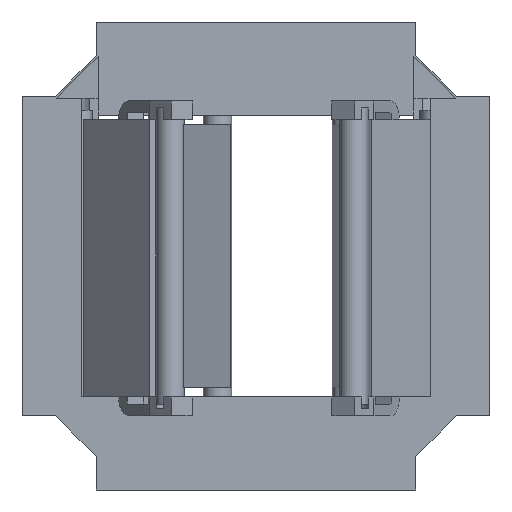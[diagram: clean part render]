
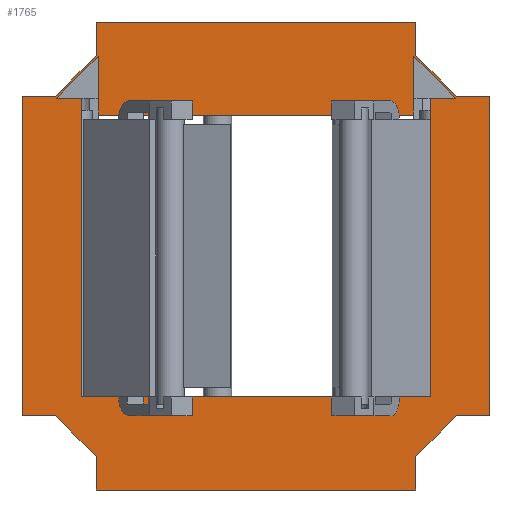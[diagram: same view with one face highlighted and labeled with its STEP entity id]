
A CAD part, front view. The second image highlights one B-rep face of the part: STEP entity #1765.
In plain terms, the highlighted face is planar.
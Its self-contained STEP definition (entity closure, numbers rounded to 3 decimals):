
#61=FACE_BOUND('',#660,.T.);
#105=LINE('',#2548,#314);
#109=LINE('',#2556,#318);
#112=LINE('',#2562,#321);
#115=LINE('',#2572,#324);
#119=LINE('',#2580,#328);
#122=LINE('',#2586,#331);
#127=LINE('',#2597,#336);
#129=LINE('',#2602,#338);
#133=LINE('',#2610,#342);
#136=LINE('',#2616,#345);
#141=LINE('',#2627,#350);
#143=LINE('',#2632,#352);
#147=LINE('',#2640,#356);
#150=LINE('',#2646,#359);
#157=LINE('',#2663,#366);
#162=LINE('',#2673,#371);
#176=LINE('',#2697,#385);
#179=LINE('',#2707,#388);
#180=LINE('',#2709,#389);
#183=LINE('',#2713,#392);
#203=LINE('',#2772,#412);
#212=LINE('',#2790,#421);
#213=LINE('',#2791,#422);
#214=LINE('',#2793,#423);
#215=LINE('',#2794,#424);
#216=LINE('',#2795,#425);
#314=VECTOR('',#2047,10.);
#318=VECTOR('',#2053,10.);
#321=VECTOR('',#2058,10.);
#324=VECTOR('',#2067,10.);
#328=VECTOR('',#2073,10.);
#331=VECTOR('',#2078,10.);
#336=VECTOR('',#2085,10.);
#338=VECTOR('',#2089,10.);
#342=VECTOR('',#2095,10.);
#345=VECTOR('',#2100,10.);
#350=VECTOR('',#2107,10.);
#352=VECTOR('',#2111,10.);
#356=VECTOR('',#2117,10.);
#359=VECTOR('',#2122,10.);
#366=VECTOR('',#2135,10.);
#371=VECTOR('',#2142,10.);
#385=VECTOR('',#2162,10.);
#388=VECTOR('',#2171,10.);
#389=VECTOR('',#2174,10.);
#392=VECTOR('',#2179,10.);
#412=VECTOR('',#2239,10.);
#421=VECTOR('',#2260,10.);
#422=VECTOR('',#2261,10.);
#423=VECTOR('',#2262,10.);
#424=VECTOR('',#2263,10.);
#425=VECTOR('',#2264,10.);
#562=FACE_OUTER_BOUND('',#659,.T.);
#659=EDGE_LOOP('',(#1333,#1334,#1335,#1336,#1337,#1338,#1339,#1340,#1341,
#1342,#1343,#1344,#1345,#1346,#1347,#1348));
#660=EDGE_LOOP('',(#1349,#1350,#1351,#1352,#1353,#1354,#1355,#1356,#1357,
#1358));
#723=VERTEX_POINT('',#2546);
#724=VERTEX_POINT('',#2547);
#727=VERTEX_POINT('',#2555);
#729=VERTEX_POINT('',#2561);
#732=VERTEX_POINT('',#2570);
#733=VERTEX_POINT('',#2571);
#736=VERTEX_POINT('',#2579);
#738=VERTEX_POINT('',#2585);
#742=VERTEX_POINT('',#2594);
#743=VERTEX_POINT('',#2596);
#744=VERTEX_POINT('',#2600);
#745=VERTEX_POINT('',#2601);
#748=VERTEX_POINT('',#2609);
#750=VERTEX_POINT('',#2615);
#754=VERTEX_POINT('',#2624);
#755=VERTEX_POINT('',#2626);
#756=VERTEX_POINT('',#2630);
#757=VERTEX_POINT('',#2631);
#760=VERTEX_POINT('',#2639);
#762=VERTEX_POINT('',#2645);
#769=VERTEX_POINT('',#2661);
#773=VERTEX_POINT('',#2671);
#780=VERTEX_POINT('',#2695);
#802=VERTEX_POINT('',#2769);
#803=VERTEX_POINT('',#2771);
#807=VERTEX_POINT('',#2792);
#889=EDGE_CURVE('',#723,#724,#105,.T.);
#893=EDGE_CURVE('',#727,#723,#109,.T.);
#896=EDGE_CURVE('',#729,#727,#112,.T.);
#900=EDGE_CURVE('',#732,#733,#115,.T.);
#904=EDGE_CURVE('',#733,#736,#119,.T.);
#907=EDGE_CURVE('',#736,#738,#122,.T.);
#912=EDGE_CURVE('',#743,#742,#127,.T.);
#914=EDGE_CURVE('',#744,#745,#129,.T.);
#918=EDGE_CURVE('',#748,#744,#133,.T.);
#921=EDGE_CURVE('',#750,#748,#136,.T.);
#926=EDGE_CURVE('',#755,#754,#141,.T.);
#928=EDGE_CURVE('',#756,#757,#143,.T.);
#932=EDGE_CURVE('',#757,#760,#147,.T.);
#935=EDGE_CURVE('',#762,#756,#150,.T.);
#944=EDGE_CURVE('',#742,#769,#157,.T.);
#949=EDGE_CURVE('',#754,#773,#162,.T.);
#963=EDGE_CURVE('',#773,#780,#176,.T.);
#968=EDGE_CURVE('',#724,#750,#179,.T.);
#969=EDGE_CURVE('',#780,#743,#180,.T.);
#972=EDGE_CURVE('',#745,#762,#183,.T.);
#1001=EDGE_CURVE('',#803,#802,#203,.T.);
#1011=EDGE_CURVE('',#760,#732,#212,.T.);
#1012=EDGE_CURVE('',#738,#729,#213,.T.);
#1013=EDGE_CURVE('',#769,#807,#214,.T.);
#1014=EDGE_CURVE('',#807,#803,#215,.T.);
#1015=EDGE_CURVE('',#802,#755,#216,.T.);
#1333=ORIENTED_EDGE('',*,*,#972,.T.);
#1334=ORIENTED_EDGE('',*,*,#935,.T.);
#1335=ORIENTED_EDGE('',*,*,#928,.T.);
#1336=ORIENTED_EDGE('',*,*,#932,.T.);
#1337=ORIENTED_EDGE('',*,*,#1011,.T.);
#1338=ORIENTED_EDGE('',*,*,#900,.T.);
#1339=ORIENTED_EDGE('',*,*,#904,.T.);
#1340=ORIENTED_EDGE('',*,*,#907,.T.);
#1341=ORIENTED_EDGE('',*,*,#1012,.T.);
#1342=ORIENTED_EDGE('',*,*,#896,.T.);
#1343=ORIENTED_EDGE('',*,*,#893,.T.);
#1344=ORIENTED_EDGE('',*,*,#889,.T.);
#1345=ORIENTED_EDGE('',*,*,#968,.T.);
#1346=ORIENTED_EDGE('',*,*,#921,.T.);
#1347=ORIENTED_EDGE('',*,*,#918,.T.);
#1348=ORIENTED_EDGE('',*,*,#914,.T.);
#1349=ORIENTED_EDGE('',*,*,#912,.T.);
#1350=ORIENTED_EDGE('',*,*,#944,.T.);
#1351=ORIENTED_EDGE('',*,*,#1013,.T.);
#1352=ORIENTED_EDGE('',*,*,#1014,.T.);
#1353=ORIENTED_EDGE('',*,*,#1001,.T.);
#1354=ORIENTED_EDGE('',*,*,#1015,.T.);
#1355=ORIENTED_EDGE('',*,*,#926,.T.);
#1356=ORIENTED_EDGE('',*,*,#949,.T.);
#1357=ORIENTED_EDGE('',*,*,#963,.T.);
#1358=ORIENTED_EDGE('',*,*,#969,.T.);
#1680=PLANE('',#1947);
#1765=ADVANCED_FACE('',(#562,#61),#1680,.F.);
#1947=AXIS2_PLACEMENT_3D('',#2789,#2258,#2259);
#2047=DIRECTION('',(-1.,0.,0.));
#2053=DIRECTION('',(-0.707,0.707,0.));
#2058=DIRECTION('',(0.,1.,0.));
#2067=DIRECTION('',(-1.,0.,0.));
#2073=DIRECTION('',(-0.707,-0.707,0.));
#2078=DIRECTION('',(0.,-1.,0.));
#2085=DIRECTION('',(-0.707,-0.707,0.));
#2089=DIRECTION('',(0.,1.,0.));
#2095=DIRECTION('',(0.707,0.707,0.));
#2100=DIRECTION('',(1.,0.,0.));
#2107=DIRECTION('',(-0.707,0.707,0.));
#2111=DIRECTION('',(0.707,-0.707,0.));
#2117=DIRECTION('',(1.,0.,0.));
#2122=DIRECTION('',(0.,-1.,0.));
#2135=DIRECTION('',(1.,0.,0.));
#2142=DIRECTION('',(0.,-1.,0.));
#2162=DIRECTION('',(-1.,0.,0.));
#2171=DIRECTION('',(0.,1.,0.));
#2174=DIRECTION('',(0.,1.,0.));
#2179=DIRECTION('',(1.,0.,0.));
#2239=DIRECTION('',(0.,1.,0.));
#2258=DIRECTION('center_axis',(0.,0.,1.));
#2259=DIRECTION('ref_axis',(1.,0.,0.));
#2260=DIRECTION('',(0.,-1.,0.));
#2261=DIRECTION('',(-1.,0.,0.));
#2262=DIRECTION('',(0.,-1.,0.));
#2263=DIRECTION('',(1.,0.,0.));
#2264=DIRECTION('',(1.,0.,0.));
#2546=CARTESIAN_POINT('',(-21.323,-17.,0.));
#2547=CARTESIAN_POINT('',(-24.901,-17.,0.));
#2548=CARTESIAN_POINT('',(-10.662,-17.,0.));
#2555=CARTESIAN_POINT('',(-17.,-21.323,0.));
#2556=CARTESIAN_POINT('',(-18.081,-20.243,0.));
#2561=CARTESIAN_POINT('',(-17.,-24.901,0.));
#2562=CARTESIAN_POINT('',(-17.,-12.45,0.));
#2570=CARTESIAN_POINT('',(24.901,-17.,0.));
#2571=CARTESIAN_POINT('',(21.323,-17.,0.));
#2572=CARTESIAN_POINT('',(12.45,-17.,0.));
#2579=CARTESIAN_POINT('',(17.,-21.323,0.));
#2580=CARTESIAN_POINT('',(20.243,-18.081,0.));
#2585=CARTESIAN_POINT('',(17.,-24.901,0.));
#2586=CARTESIAN_POINT('',(17.,-10.662,0.));
#2594=CARTESIAN_POINT('',(-21.241,16.8,0.));
#2596=CARTESIAN_POINT('',(-16.8,21.241,0.));
#2597=CARTESIAN_POINT('',(-17.91,20.13,0.));
#2600=CARTESIAN_POINT('',(-17.,21.323,0.));
#2601=CARTESIAN_POINT('',(-17.,24.901,0.));
#2602=CARTESIAN_POINT('',(-17.,10.662,0.));
#2609=CARTESIAN_POINT('',(-21.323,17.,0.));
#2610=CARTESIAN_POINT('',(-20.243,18.081,0.));
#2615=CARTESIAN_POINT('',(-24.901,17.,0.));
#2616=CARTESIAN_POINT('',(-12.45,17.,0.));
#2624=CARTESIAN_POINT('',(16.8,21.241,0.));
#2626=CARTESIAN_POINT('',(21.241,16.8,0.));
#2627=CARTESIAN_POINT('',(20.13,17.91,0.));
#2630=CARTESIAN_POINT('',(17.,21.323,0.));
#2631=CARTESIAN_POINT('',(21.323,17.,0.));
#2632=CARTESIAN_POINT('',(18.081,20.243,0.));
#2639=CARTESIAN_POINT('',(24.901,17.,0.));
#2640=CARTESIAN_POINT('',(10.662,17.,0.));
#2645=CARTESIAN_POINT('',(17.,24.901,0.));
#2646=CARTESIAN_POINT('',(17.,12.45,0.));
#2661=CARTESIAN_POINT('',(-18.578,16.8,0.));
#2663=CARTESIAN_POINT('',(-24.901,16.8,0.));
#2671=CARTESIAN_POINT('',(16.8,15.,0.));
#2673=CARTESIAN_POINT('',(16.8,24.901,0.));
#2695=CARTESIAN_POINT('',(-16.8,15.,0.));
#2697=CARTESIAN_POINT('',(8.4,15.,0.));
#2707=CARTESIAN_POINT('',(-24.901,-16.8,0.));
#2709=CARTESIAN_POINT('',(-16.8,12.45,0.));
#2713=CARTESIAN_POINT('',(8.4,24.901,0.));
#2769=CARTESIAN_POINT('',(18.578,16.8,0.));
#2771=CARTESIAN_POINT('',(18.578,-15.,0.));
#2772=CARTESIAN_POINT('',(18.578,12.45,0.));
#2789=CARTESIAN_POINT('Origin',(0.,0.,
0.));
#2790=CARTESIAN_POINT('',(24.901,16.8,0.));
#2791=CARTESIAN_POINT('',(16.8,-24.901,0.));
#2792=CARTESIAN_POINT('',(-18.578,-15.,0.));
#2793=CARTESIAN_POINT('',(-18.578,12.45,0.));
#2794=CARTESIAN_POINT('',(9.362,-15.,0.));
#2795=CARTESIAN_POINT('',(10.62,16.8,0.));
